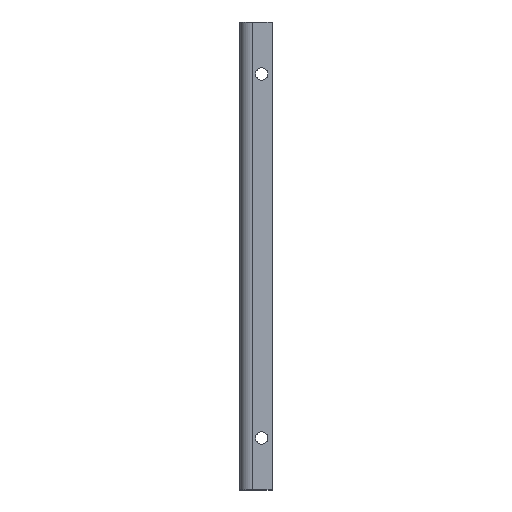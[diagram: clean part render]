
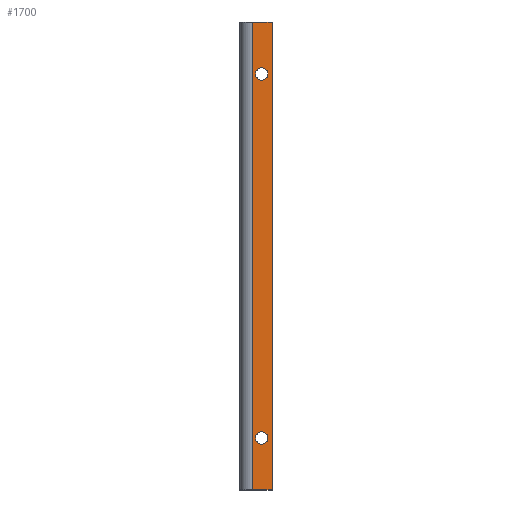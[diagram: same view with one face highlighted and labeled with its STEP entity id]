
A CAD part, left-side view. The second image highlights one B-rep face of the part: STEP entity #1700.
In plain terms, the highlighted planar face has unit normal (-1, 0, 0).
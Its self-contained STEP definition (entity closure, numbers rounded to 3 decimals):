
#9 = EDGE_CURVE ( 'NONE', #2014, #1810, #1413, .T. ) ;
#92 = CARTESIAN_POINT ( 'NONE',  ( -3.112, -3.746, -101.6 ) ) ;
#99 = EDGE_LOOP ( 'NONE', ( #436, #2019 ) ) ;
#106 = CARTESIAN_POINT ( 'NONE',  ( -3.112, -2.246, -12.7 ) ) ;
#119 = VECTOR ( 'NONE', #1694, 1000. ) ;
#321 = DIRECTION ( 'NONE',  ( 0., -1., 0. ) ) ;
#356 = CIRCLE ( 'NONE', #1183, 1.5 ) ;
#412 = CARTESIAN_POINT ( 'NONE',  ( -3.112, -6.286, -114.3 ) ) ;
#427 = DIRECTION ( 'NONE',  ( 1., 0., 0. ) ) ;
#436 = ORIENTED_EDGE ( 'NONE', *, *, #9, .T. ) ;
#482 = ORIENTED_EDGE ( 'NONE', *, *, #2179, .T. ) ;
#508 = VERTEX_POINT ( 'NONE', #1010 ) ;
#518 = CARTESIAN_POINT ( 'NONE',  ( -3.112, -3.746, -101.6 ) ) ;
#542 = CARTESIAN_POINT ( 'NONE',  ( -3.112, -6.286, -114.3 ) ) ;
#563 = EDGE_CURVE ( 'NONE', #915, #1133, #1610, .T. ) ;
#570 = FACE_OUTER_BOUND ( 'NONE', #1849, .T. ) ;
#583 = ORIENTED_EDGE ( 'NONE', *, *, #765, .T. ) ;
#626 = LINE ( 'NONE', #935, #1577 ) ;
#672 = DIRECTION ( 'NONE',  ( 1., 0., 0. ) ) ;
#736 = DIRECTION ( 'NONE',  ( -1., 0., 0. ) ) ;
#754 = LINE ( 'NONE', #542, #119 ) ;
#756 = AXIS2_PLACEMENT_3D ( 'NONE', #518, #796, #2351 ) ;
#765 = EDGE_CURVE ( 'NONE', #1518, #2164, #1265, .T. ) ;
#770 = CIRCLE ( 'NONE', #2401, 1.5 ) ;
#772 = AXIS2_PLACEMENT_3D ( 'NONE', #1695, #736, #2065 ) ;
#796 = DIRECTION ( 'NONE',  ( 1., 0., 0. ) ) ;
#840 = VECTOR ( 'NONE', #2285, 1000. ) ;
#874 = DIRECTION ( 'NONE',  ( 0., -1., 0. ) ) ;
#915 = VERTEX_POINT ( 'NONE', #986 ) ;
#928 = CARTESIAN_POINT ( 'NONE',  ( -3.112, -3.746, -12.7 ) ) ;
#931 = PLANE ( 'NONE',  #772 ) ;
#934 = DIRECTION ( 'NONE',  ( 1., 0., 0. ) ) ;
#935 = CARTESIAN_POINT ( 'NONE',  ( -3.111, -1.524, 0. ) ) ;
#979 = CARTESIAN_POINT ( 'NONE',  ( -3.112, 0.064, -114.3 ) ) ;
#986 = CARTESIAN_POINT ( 'NONE',  ( -3.111, -1.524, 0. ) ) ;
#1010 = CARTESIAN_POINT ( 'NONE',  ( -3.112, -1.524, -114.3 ) ) ;
#1048 = CARTESIAN_POINT ( 'NONE',  ( -3.112, -6.286, 0. ) ) ;
#1081 = EDGE_CURVE ( 'NONE', #1810, #2014, #356, .T. ) ;
#1119 = ORIENTED_EDGE ( 'NONE', *, *, #1199, .T. ) ;
#1133 = VERTEX_POINT ( 'NONE', #2129 ) ;
#1183 = AXIS2_PLACEMENT_3D ( 'NONE', #92, #427, #321 ) ;
#1195 = AXIS2_PLACEMENT_3D ( 'NONE', #928, #934, #2240 ) ;
#1196 = EDGE_CURVE ( 'NONE', #1133, #1865, #754, .T. ) ;
#1199 = EDGE_CURVE ( 'NONE', #915, #508, #626, .T. ) ;
#1201 = FACE_BOUND ( 'NONE', #99, .T. ) ;
#1265 = CIRCLE ( 'NONE', #1195, 1.5 ) ;
#1293 = LINE ( 'NONE', #979, #840 ) ;
#1362 = ORIENTED_EDGE ( 'NONE', *, *, #563, .F. ) ;
#1395 = EDGE_LOOP ( 'NONE', ( #482, #583 ) ) ;
#1413 = CIRCLE ( 'NONE', #756, 1.5 ) ;
#1518 = VERTEX_POINT ( 'NONE', #2185 ) ;
#1573 = FACE_BOUND ( 'NONE', #1395, .T. ) ;
#1577 = VECTOR ( 'NONE', #1708, 1000. ) ;
#1610 = LINE ( 'NONE', #1048, #1980 ) ;
#1694 = DIRECTION ( 'NONE',  ( 0., 0., -1. ) ) ;
#1695 = CARTESIAN_POINT ( 'NONE',  ( -3.111, 0., 0. ) ) ;
#1700 = ADVANCED_FACE ( 'NONE', ( #1201, #1573, #570 ), #931, .T. ) ;
#1708 = DIRECTION ( 'NONE',  ( 0., 0., -1. ) ) ;
#1717 = ORIENTED_EDGE ( 'NONE', *, *, #1196, .F. ) ;
#1777 = EDGE_CURVE ( 'NONE', #1865, #508, #1293, .T. ) ;
#1808 = CARTESIAN_POINT ( 'NONE',  ( -3.112, -2.246, -101.6 ) ) ;
#1810 = VERTEX_POINT ( 'NONE', #1925 ) ;
#1822 = CARTESIAN_POINT ( 'NONE',  ( -3.112, -3.746, -12.7 ) ) ;
#1849 = EDGE_LOOP ( 'NONE', ( #1362, #1119, #2459, #1717 ) ) ;
#1865 = VERTEX_POINT ( 'NONE', #412 ) ;
#1925 = CARTESIAN_POINT ( 'NONE',  ( -3.112, -5.246, -101.6 ) ) ;
#1980 = VECTOR ( 'NONE', #874, 1000. ) ;
#2009 = DIRECTION ( 'NONE',  ( 0., -1., 0. ) ) ;
#2014 = VERTEX_POINT ( 'NONE', #1808 ) ;
#2019 = ORIENTED_EDGE ( 'NONE', *, *, #1081, .T. ) ;
#2065 = DIRECTION ( 'NONE',  ( 0., -1., 0. ) ) ;
#2129 = CARTESIAN_POINT ( 'NONE',  ( -3.112, -6.286, 0. ) ) ;
#2164 = VERTEX_POINT ( 'NONE', #106 ) ;
#2179 = EDGE_CURVE ( 'NONE', #2164, #1518, #770, .T. ) ;
#2185 = CARTESIAN_POINT ( 'NONE',  ( -3.112, -5.246, -12.7 ) ) ;
#2240 = DIRECTION ( 'NONE',  ( 0., -1., 0. ) ) ;
#2285 = DIRECTION ( 'NONE',  ( 0., 1., 0. ) ) ;
#2351 = DIRECTION ( 'NONE',  ( 0., -1., 0. ) ) ;
#2401 = AXIS2_PLACEMENT_3D ( 'NONE', #1822, #672, #2009 ) ;
#2459 = ORIENTED_EDGE ( 'NONE', *, *, #1777, .F. ) ;
